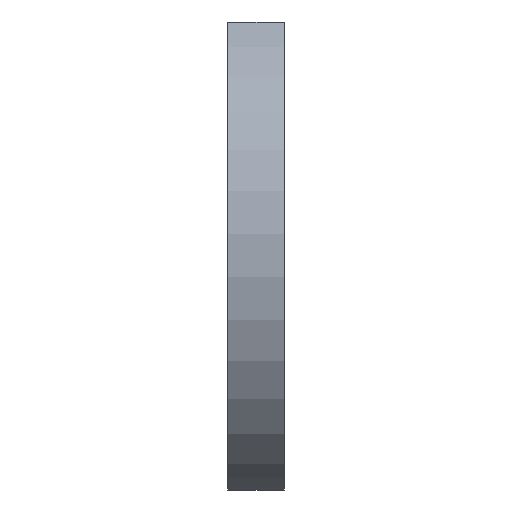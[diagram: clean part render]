
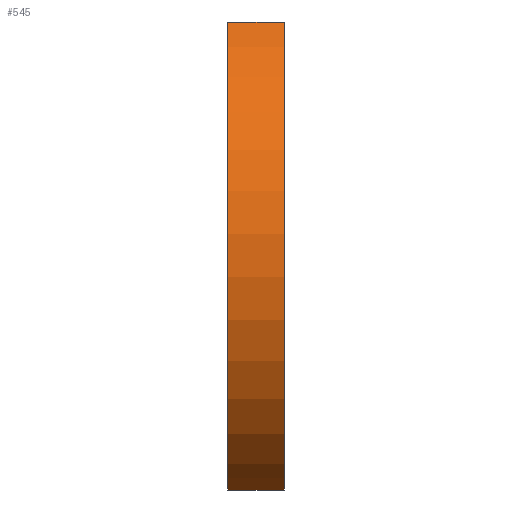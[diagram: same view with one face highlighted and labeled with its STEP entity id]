
A CAD part, left-side view. The second image highlights one B-rep face of the part: STEP entity #545.
In plain terms, the highlighted free-form (B-spline) face has degree [1, 2] with [2, 3] control points.
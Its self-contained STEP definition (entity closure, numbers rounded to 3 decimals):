
#372=CARTESIAN_POINT('',(-2.545,0.0,-9.5));
#373=VERTEX_POINT('',#372);
#379=CARTESIAN_POINT('',(-2.545,0.0,9.5));
#380=VERTEX_POINT('',#379);
#381=CARTESIAN_POINT('',(-2.545,0.0,9.5));
#382=CARTESIAN_POINT('',(-2.958,0.0,9.259));
#383=CARTESIAN_POINT('',(-3.801,0.0,8.69));
#384=CARTESIAN_POINT('',(-5.026,0.0,7.59));
#385=CARTESIAN_POINT('',(-6.119,0.0,6.238));
#386=CARTESIAN_POINT('',(-7.067,0.0,4.572));
#387=CARTESIAN_POINT('',(-7.691,0.0,2.819));
#388=CARTESIAN_POINT('',(-7.985,0.0,1.077));
#389=CARTESIAN_POINT('',(-8.019,0.0,-0.329));
#390=CARTESIAN_POINT('',(-7.899,0.0,-1.669));
#391=CARTESIAN_POINT('',(-7.646,0.0,-2.87));
#392=CARTESIAN_POINT('',(-7.206,0.0,-4.173));
#393=CARTESIAN_POINT('',(-6.666,0.0,-5.309));
#394=CARTESIAN_POINT('',(-5.944,0.0,-6.444));
#395=CARTESIAN_POINT('',(-5.003,0.0,-7.608));
#396=CARTESIAN_POINT('',(-3.852,0.0,-8.659));
#397=CARTESIAN_POINT('',(-2.932,0.0,-9.274));
#398=CARTESIAN_POINT('',(-2.545,0.0,-9.5));
#399=B_SPLINE_CURVE_WITH_KNOTS('',3,(#381,#382,#383,#384,#385,#386,#387,#388,#389,#390,#391,#392,#393,#394,#395,#396,#397,#398),.UNSPECIFIED.,.F.,.U.,(4,1,1,1,1,1,1,1,1,1,1,1,1,1,1,4),(0.,1.433,3.046,4.927,6.629,8.779,10.481,11.915,12.99,14.513,15.588,17.111,18.275,19.619,21.59,22.934),.UNSPECIFIED.);
#400=EDGE_CURVE('',#380,#373,#399,.T.);
#451=CARTESIAN_POINT('',(-2.545,-2.3,9.5));
#452=VERTEX_POINT('',#451);
#458=CARTESIAN_POINT('',(-2.545,-2.3,-9.5));
#459=VERTEX_POINT('',#458);
#460=CARTESIAN_POINT('',(-2.545,-2.3,9.5));
#461=CARTESIAN_POINT('',(-2.958,-2.3,9.259));
#462=CARTESIAN_POINT('',(-3.801,-2.3,8.69));
#463=CARTESIAN_POINT('',(-5.026,-2.3,7.59));
#464=CARTESIAN_POINT('',(-6.119,-2.3,6.238));
#465=CARTESIAN_POINT('',(-7.067,-2.3,4.572));
#466=CARTESIAN_POINT('',(-7.691,-2.3,2.819));
#467=CARTESIAN_POINT('',(-7.985,-2.3,1.077));
#468=CARTESIAN_POINT('',(-8.019,-2.3,-0.329));
#469=CARTESIAN_POINT('',(-7.899,-2.3,-1.669));
#470=CARTESIAN_POINT('',(-7.646,-2.3,-2.87));
#471=CARTESIAN_POINT('',(-7.206,-2.3,-4.173));
#472=CARTESIAN_POINT('',(-6.666,-2.3,-5.309));
#473=CARTESIAN_POINT('',(-5.944,-2.3,-6.444));
#474=CARTESIAN_POINT('',(-5.003,-2.3,-7.608));
#475=CARTESIAN_POINT('',(-3.852,-2.3,-8.659));
#476=CARTESIAN_POINT('',(-2.932,-2.3,-9.274));
#477=CARTESIAN_POINT('',(-2.545,-2.3,-9.5));
#478=B_SPLINE_CURVE_WITH_KNOTS('',3,(#460,#461,#462,#463,#464,#465,#466,#467,#468,#469,#470,#471,#472,#473,#474,#475,#476,#477),.UNSPECIFIED.,.F.,.U.,(4,1,1,1,1,1,1,1,1,1,1,1,1,1,1,4),(0.,1.433,3.046,4.927,6.629,8.779,10.481,11.915,12.99,14.513,15.588,17.111,18.275,19.619,21.59,22.934),.UNSPECIFIED.);
#479=EDGE_CURVE('',#452,#459,#478,.T.);
#513=CARTESIAN_POINT('',(-2.545,-2.3,-9.5));
#514=CARTESIAN_POINT('',(-2.545,0.0,-9.5));
#515=QUASI_UNIFORM_CURVE('',1,(#513,#514),.UNSPECIFIED.,.F.,.U.);
#516=EDGE_CURVE('',#459,#373,#515,.T.);
#521=CARTESIAN_POINT('',(-2.295,-2.357,9.642));
#522=CARTESIAN_POINT('',(-2.295,0.059,9.642));
#523=CARTESIAN_POINT('',(-20.428,-2.357,-0.316));
#524=CARTESIAN_POINT('',(-20.428,0.059,-0.316));
#525=CARTESIAN_POINT('',(-2.033,-2.357,-9.781));
#526=CARTESIAN_POINT('',(-2.033,0.059,-9.781));
#534=(BOUNDED_SURFACE()B_SPLINE_SURFACE(1,2,((#521,#523,#525),(#522,#524,#526)),.UNSPECIFIED.,.F.,.F.,.U.)B_SPLINE_SURFACE_WITH_KNOTS((2,2),(3,3),(0.0,2.416),(0.0,26.438),.UNSPECIFIED.)GEOMETRIC_REPRESENTATION_ITEM()RATIONAL_B_SPLINE_SURFACE(((1.0,0.469,1.0),(1.0,0.469,1.0)))REPRESENTATION_ITEM('')SURFACE());
#535=ORIENTED_EDGE('',*,*,#400,.T.);
#536=ORIENTED_EDGE('',*,*,#516,.F.);
#537=ORIENTED_EDGE('',*,*,#479,.F.);
#538=CARTESIAN_POINT('',(-2.545,-2.3,9.5));
#539=CARTESIAN_POINT('',(-2.545,0.0,9.5));
#540=QUASI_UNIFORM_CURVE('',1,(#538,#539),.UNSPECIFIED.,.F.,.U.);
#541=EDGE_CURVE('',#452,#380,#540,.T.);
#542=ORIENTED_EDGE('',*,*,#541,.T.);
#543=EDGE_LOOP('',(#535,#536,#537,#542));
#544=FACE_OUTER_BOUND('',#543,.T.);
#545=ADVANCED_FACE('',(#544),#534,.T.);
